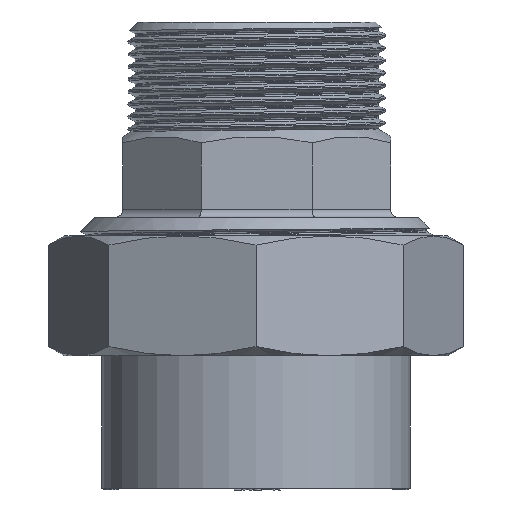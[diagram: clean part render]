
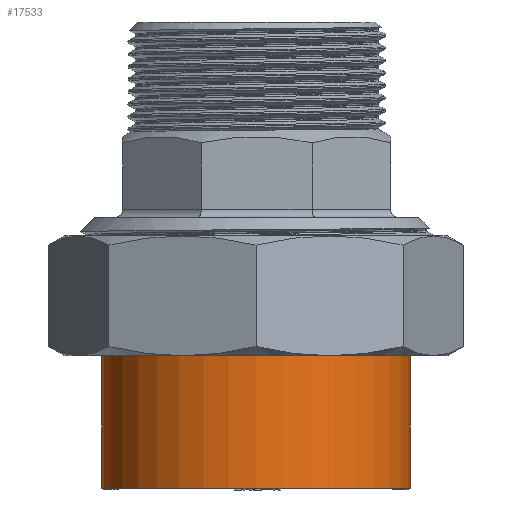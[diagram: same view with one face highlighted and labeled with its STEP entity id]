
A CAD part, front view. The second image highlights one B-rep face of the part: STEP entity #17533.
In plain terms, the highlighted cylindrical face has radius 28.5 mm (diameter 57 mm), a full revolution.
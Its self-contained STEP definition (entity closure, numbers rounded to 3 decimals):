
#1134=FACE_OUTER_BOUND('',#2063,.T.);
#2063=EDGE_LOOP('',(#12234,#12235,#12236,#12237));
#3035=LINE('',#23871,#5412);
#5412=VECTOR('',#19504,30.);
#7789=CIRCLE('',#18503,28.5);
#7790=CIRCLE('',#18504,28.5);
#7868=VERTEX_POINT('',#23868);
#7869=VERTEX_POINT('',#23870);
#9608=EDGE_CURVE('',#7868,#7868,#7789,.T.);
#9609=EDGE_CURVE('',#7868,#7869,#3035,.T.);
#9610=EDGE_CURVE('',#7869,#7869,#7790,.T.);
#12234=ORIENTED_EDGE('',*,*,#9608,.T.);
#12235=ORIENTED_EDGE('',*,*,#9609,.T.);
#12236=ORIENTED_EDGE('',*,*,#9610,.F.);
#12237=ORIENTED_EDGE('',*,*,#9609,.F.);
#17486=CYLINDRICAL_SURFACE('',#18502,28.5);
#17533=ADVANCED_FACE('',(#1134),#17486,.T.);
#18502=AXIS2_PLACEMENT_3D('',#23867,#19500,#19501);
#18503=AXIS2_PLACEMENT_3D('',#23869,#19502,#19503);
#18504=AXIS2_PLACEMENT_3D('',#23872,#19505,#19506);
#19500=DIRECTION('center_axis',(0.,0.,
-1.));
#19501=DIRECTION('ref_axis',(-1.,0.,0.));
#19502=DIRECTION('center_axis',(0.,0.,
1.));
#19503=DIRECTION('ref_axis',(-1.,0.,0.));
#19504=DIRECTION('',(0.,0.,1.));
#19505=DIRECTION('center_axis',(0.,0.,
1.));
#19506=DIRECTION('ref_axis',(-1.,0.,0.));
#23867=CARTESIAN_POINT('Origin',(-120.,0.,
61.));
#23868=CARTESIAN_POINT('',(-91.5,0.,30.2));
#23869=CARTESIAN_POINT('Origin',(-120.,0.,
30.2));
#23870=CARTESIAN_POINT('',(-91.5,0.,59.2));
#23871=CARTESIAN_POINT('',(-91.5,0.,61.));
#23872=CARTESIAN_POINT('Origin',(-120.,0.,
59.2));
